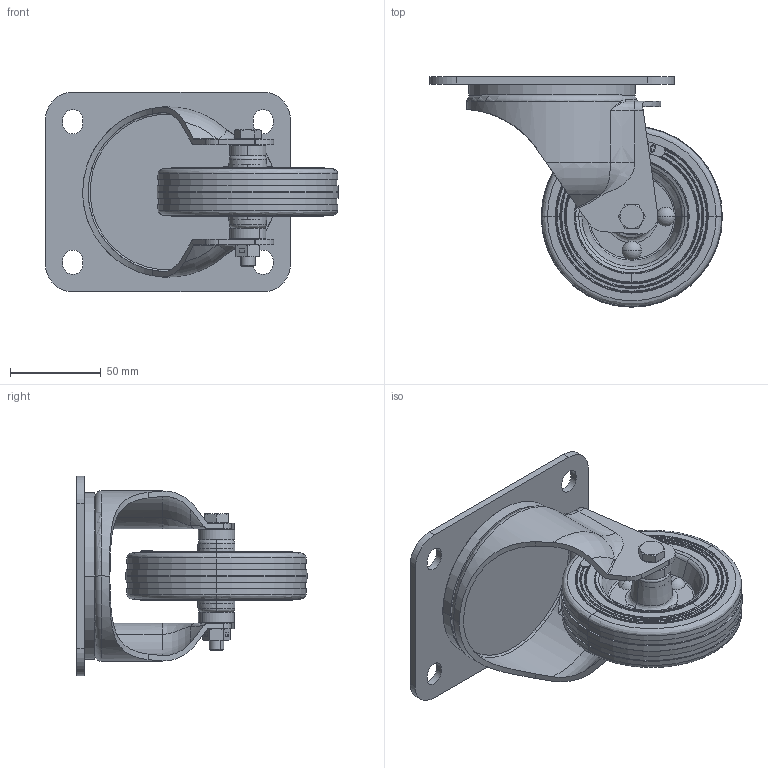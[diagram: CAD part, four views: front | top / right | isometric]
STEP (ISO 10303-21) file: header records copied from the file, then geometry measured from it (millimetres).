
FILE_DESCRIPTION (( 'STEP AP214' ), '1' );
FILE_NAME ('0044588.step', '2022-05-17T09:05:18', ( '' ), ( '' ), 'SwSTEP 2.0', 'SolidWorks 2020', '' );
FILE_SCHEMA (( 'AUTOMOTIVE_DESIGN' ));
Length unit declared in the file: millimetre
Products named in the file (1): 0044588
Bounding box: 161.5 x 127 x 110 mm (x, y, z)
Volume: 290572 mm3; surface area: 130752.4 mm2
Topology: 24 solids, 24 shells, 577 faces, 1330 edges, 802 vertices
Faces by surface type: plane 149, bspline 145, cylinder 127, cone 115, torus 41
Entity records: 28792 total; most frequent: CARTESIAN_POINT 9776, ORIENTED_EDGE 2612, DIRECTION 2491, EDGE_CURVE 1306, AXIS2_PLACEMENT_3D 1012, VERTEX_POINT 802, EDGE_LOOP 656, UNCERTAINTY_MEASURE_WITH_UNIT 603
